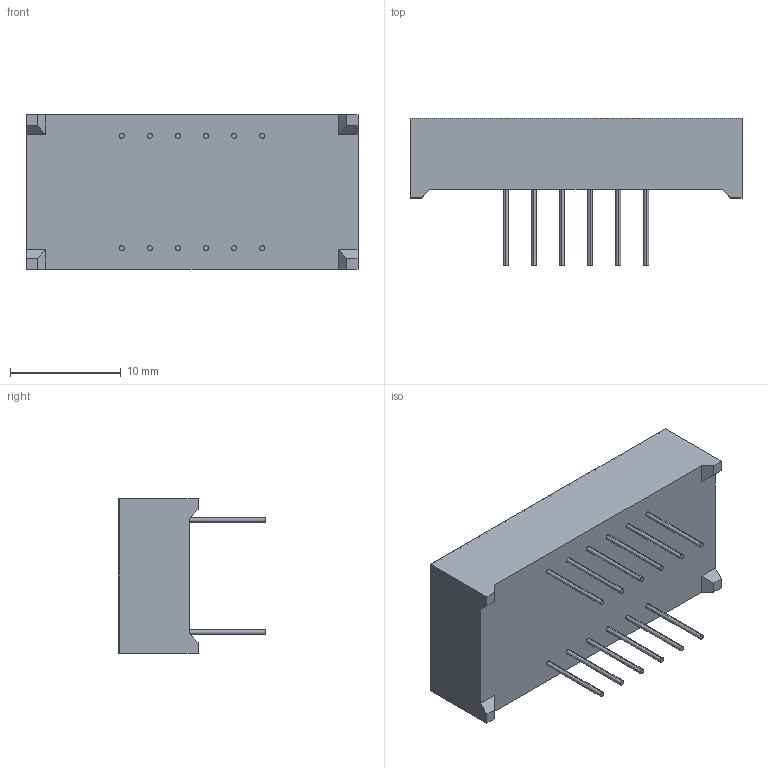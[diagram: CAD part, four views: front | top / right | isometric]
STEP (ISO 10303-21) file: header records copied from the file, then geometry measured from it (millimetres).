
FILE_DESCRIPTION (( 'STEP AP214' ), '1' );
FILE_NAME ('LDQ-M3604RI.STEP', '2018-08-18T18:39:31', ( '' ), ( '' ), 'SwSTEP 2.0', 'SolidWorks 2017', '' );
FILE_SCHEMA (( 'AUTOMOTIVE_DESIGN' ));
Length unit declared in the file: millimetre
Products named in the file (1): LDQ-M3604RI
Bounding box: 30 x 13.3 x 14 mm (x, y, z)
Volume: 2707.6 mm3; surface area: 2420.8 mm2
Topology: 46 solids, 46 shells, 493 faces, 1200 edges, 800 vertices
Faces by surface type: plane 453, cylinder 40
Entity records: 14781 total; most frequent: CARTESIAN_POINT 2494, ORIENTED_EDGE 2400, DIRECTION 2268, EDGE_CURVE 1200, VECTOR 1120, LINE 1120, VERTEX_POINT 800, AXIS2_PLACEMENT_3D 574
